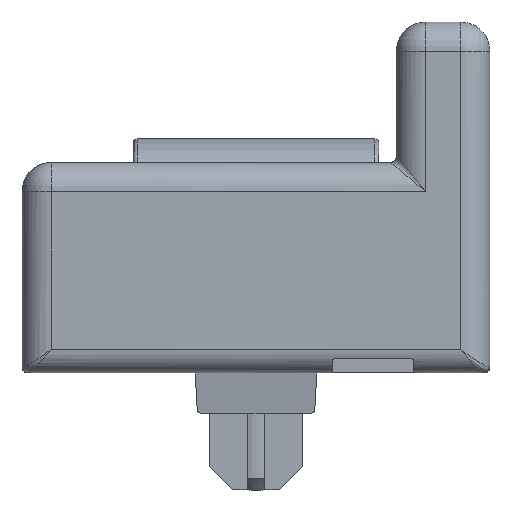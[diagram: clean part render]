
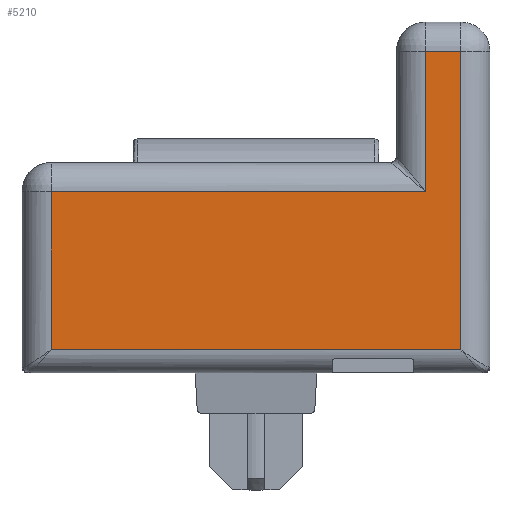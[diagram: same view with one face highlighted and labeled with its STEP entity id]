
A CAD part, left-side view. The second image highlights one B-rep face of the part: STEP entity #5210.
In plain terms, the highlighted planar face has unit normal (-1, 0, 0).
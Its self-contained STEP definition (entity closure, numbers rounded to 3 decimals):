
#94 = CARTESIAN_POINT ( 'NONE',  ( -40., 17.5, 13.5 ) ) ;
#296 = CARTESIAN_POINT ( 'NONE',  ( -40., -14.5, 25.5 ) ) ;
#319 = EDGE_CURVE ( 'NONE', #3213, #2464, #5851, .T. ) ;
#428 = VECTOR ( 'NONE', #1965, 1000. ) ;
#457 = EDGE_CURVE ( 'NONE', #1695, #666, #979, .T. ) ;
#546 = LINE ( 'NONE', #5046, #2168 ) ;
#557 = CARTESIAN_POINT ( 'NONE',  ( -40., 20., 25.5 ) ) ;
#666 = VERTEX_POINT ( 'NONE', #1108 ) ;
#742 = EDGE_CURVE ( 'NONE', #666, #3213, #4698, .T. ) ;
#765 = VERTEX_POINT ( 'NONE', #1079 ) ;
#927 = VERTEX_POINT ( 'NONE', #296 ) ;
#979 = LINE ( 'NONE', #2839, #428 ) ;
#1079 = CARTESIAN_POINT ( 'NONE',  ( -40., -17.5, 25.5 ) ) ;
#1108 = CARTESIAN_POINT ( 'NONE',  ( -40., 17.5, 0. ) ) ;
#1463 = EDGE_CURVE ( 'NONE', #765, #1695, #5834, .T. ) ;
#1695 = VERTEX_POINT ( 'NONE', #3651 ) ;
#1709 = ORIENTED_EDGE ( 'NONE', *, *, #5027, .F. ) ;
#1965 = DIRECTION ( 'NONE',  ( 0., 1., 0. ) ) ;
#2168 = VECTOR ( 'NONE', #5554, 1000. ) ;
#2464 = VERTEX_POINT ( 'NONE', #5831 ) ;
#2467 = EDGE_LOOP ( 'NONE', ( #3596, #1709, #5944, #2854, #5240, #4138 ) ) ;
#2508 = AXIS2_PLACEMENT_3D ( 'NONE', #5065, #2718, #3184 ) ;
#2718 = DIRECTION ( 'NONE',  ( 1., 0., 0. ) ) ;
#2839 = CARTESIAN_POINT ( 'NONE',  ( -40., -20., 0. ) ) ;
#2854 = ORIENTED_EDGE ( 'NONE', *, *, #742, .F. ) ;
#3139 = VECTOR ( 'NONE', #5855, 1000. ) ;
#3184 = DIRECTION ( 'NONE',  ( 0., 1., 0. ) ) ;
#3213 = VERTEX_POINT ( 'NONE', #94 ) ;
#3361 = DIRECTION ( 'NONE',  ( 0., 0., -1. ) ) ;
#3596 = ORIENTED_EDGE ( 'NONE', *, *, #4145, .F. ) ;
#3651 = CARTESIAN_POINT ( 'NONE',  ( -40., -17.5, 0. ) ) ;
#3831 = VECTOR ( 'NONE', #3361, 1000. ) ;
#4138 = ORIENTED_EDGE ( 'NONE', *, *, #1463, .F. ) ;
#4145 = EDGE_CURVE ( 'NONE', #927, #765, #5803, .T. ) ;
#4398 = VECTOR ( 'NONE', #4948, 1000. ) ;
#4407 = CARTESIAN_POINT ( 'NONE',  ( -40., 20., 13.5 ) ) ;
#4517 = CARTESIAN_POINT ( 'NONE',  ( -40., 17.5, 16. ) ) ;
#4623 = VECTOR ( 'NONE', #5492, 1000. ) ;
#4698 = LINE ( 'NONE', #4517, #4623 ) ;
#4948 = DIRECTION ( 'NONE',  ( 0., -1., 0. ) ) ;
#5027 = EDGE_CURVE ( 'NONE', #2464, #927, #546, .T. ) ;
#5046 = CARTESIAN_POINT ( 'NONE',  ( -40., -14.5, 16. ) ) ;
#5065 = CARTESIAN_POINT ( 'NONE',  ( -40., 20., 16. ) ) ;
#5196 = PLANE ( 'NONE',  #2508 ) ;
#5210 = ADVANCED_FACE ( 'NONE', ( #5788 ), #5196, .F. ) ;
#5240 = ORIENTED_EDGE ( 'NONE', *, *, #457, .F. ) ;
#5492 = DIRECTION ( 'NONE',  ( 0., 0., 1. ) ) ;
#5554 = DIRECTION ( 'NONE',  ( 0., 0., 1. ) ) ;
#5788 = FACE_OUTER_BOUND ( 'NONE', #2467, .T. ) ;
#5803 = LINE ( 'NONE', #557, #3139 ) ;
#5808 = CARTESIAN_POINT ( 'NONE',  ( -40., -17.5, 16. ) ) ;
#5831 = CARTESIAN_POINT ( 'NONE',  ( -40., -14.5, 13.5 ) ) ;
#5834 = LINE ( 'NONE', #5808, #3831 ) ;
#5851 = LINE ( 'NONE', #4407, #4398 ) ;
#5855 = DIRECTION ( 'NONE',  ( 0., -1., 0. ) ) ;
#5944 = ORIENTED_EDGE ( 'NONE', *, *, #319, .F. ) ;
